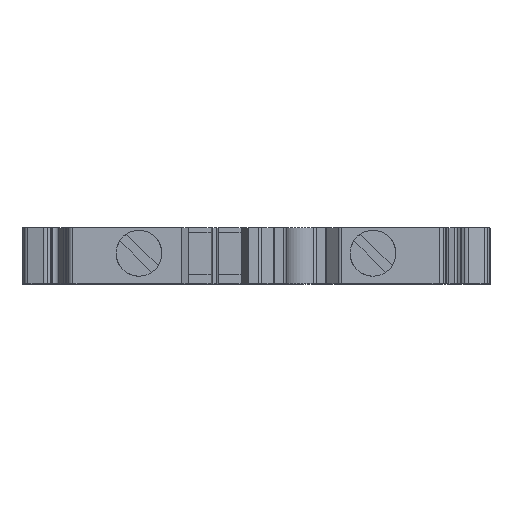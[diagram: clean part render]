
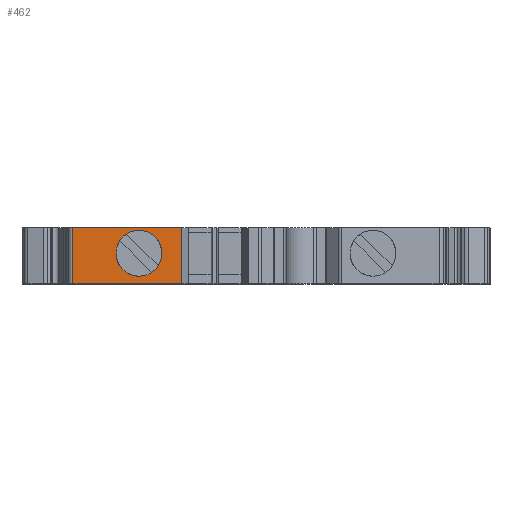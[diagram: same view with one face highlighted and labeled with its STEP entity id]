
A CAD part, top view. The second image highlights one B-rep face of the part: STEP entity #462.
In plain terms, the highlighted planar face has unit normal (0, 0, 1).
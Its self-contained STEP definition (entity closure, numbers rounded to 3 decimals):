
#462 = ADVANCED_FACE( '', ( #1088, #1089 ), #1090, .T. );
#1088 = FACE_OUTER_BOUND( '', #1875, .T. );
#1089 = FACE_BOUND( '', #1876, .T. );
#1090 = PLANE( '', #1877 );
#1875 = EDGE_LOOP( '', ( #3534, #3535, #3536, #3537 ) );
#1876 = EDGE_LOOP( '', ( #3538 ) );
#1877 = AXIS2_PLACEMENT_3D( '', #3539, #3540, #3541 );
#3534 = ORIENTED_EDGE( '', *, *, #5141, .F. );
#3535 = ORIENTED_EDGE( '', *, *, #5595, .F. );
#3536 = ORIENTED_EDGE( '', *, *, #5387, .T. );
#3537 = ORIENTED_EDGE( '', *, *, #5596, .T. );
#3538 = ORIENTED_EDGE( '', *, *, #5488, .T. );
#3539 = CARTESIAN_POINT( '', ( -24.846, 6., 40.972 ) );
#3540 = DIRECTION( '', ( 0., 0., 1. ) );
#3541 = DIRECTION( '', ( 1., 0., 0. ) );
#5141 = EDGE_CURVE( '', #6333, #6335, #6336, .T. );
#5387 = EDGE_CURVE( '', #6782, #6780, #6783, .T. );
#5488 = EDGE_CURVE( '', #6938, #6938, #6939, .T. );
#5595 = EDGE_CURVE( '', #6782, #6333, #7074, .T. );
#5596 = EDGE_CURVE( '', #6780, #6335, #7075, .T. );
#6333 = VERTEX_POINT( '', #7965 );
#6335 = VERTEX_POINT( '', #7968 );
#6336 = LINE( '', #7969, #7970 );
#6780 = VERTEX_POINT( '', #8540 );
#6782 = VERTEX_POINT( '', #8542 );
#6783 = LINE( '', #8543, #8544 );
#6938 = VERTEX_POINT( '', #8756 );
#6939 = CIRCLE( '', #8757, 2.45 );
#7074 = LINE( '', #8952, #8953 );
#7075 = LINE( '', #8954, #8955 );
#7965 = CARTESIAN_POINT( '', ( -24.846, 0., 40.972 ) );
#7968 = CARTESIAN_POINT( '', ( -36.453, 0., 40.972 ) );
#7969 = CARTESIAN_POINT( '', ( -24.846, 0., 40.972 ) );
#7970 = VECTOR( '', #9742, 1000. );
#8540 = CARTESIAN_POINT( '', ( -36.453, 6., 40.972 ) );
#8542 = CARTESIAN_POINT( '', ( -24.846, 6., 40.972 ) );
#8543 = CARTESIAN_POINT( '', ( -24.846, 6., 40.972 ) );
#8544 = VECTOR( '', #10205, 1000. );
#8756 = CARTESIAN_POINT( '', ( -26.95, 3.25, 40.972 ) );
#8757 = AXIS2_PLACEMENT_3D( '', #10347, #10348, #10349 );
#8952 = CARTESIAN_POINT( '', ( -24.846, 6., 40.972 ) );
#8953 = VECTOR( '', #10440, 1000. );
#8954 = CARTESIAN_POINT( '', ( -36.453, 6., 40.972 ) );
#8955 = VECTOR( '', #10441, 1000. );
#9742 = DIRECTION( '', ( -1., 0., 0. ) );
#10205 = DIRECTION( '', ( -1., 0., 0. ) );
#10347 = CARTESIAN_POINT( '', ( -29.4, 3.25, 40.972 ) );
#10348 = DIRECTION( '', ( 0., 0., -1. ) );
#10349 = DIRECTION( '', ( 1., 0., 0. ) );
#10440 = DIRECTION( '', ( 0., -1., 0. ) );
#10441 = DIRECTION( '', ( 0., -1., 0. ) );
